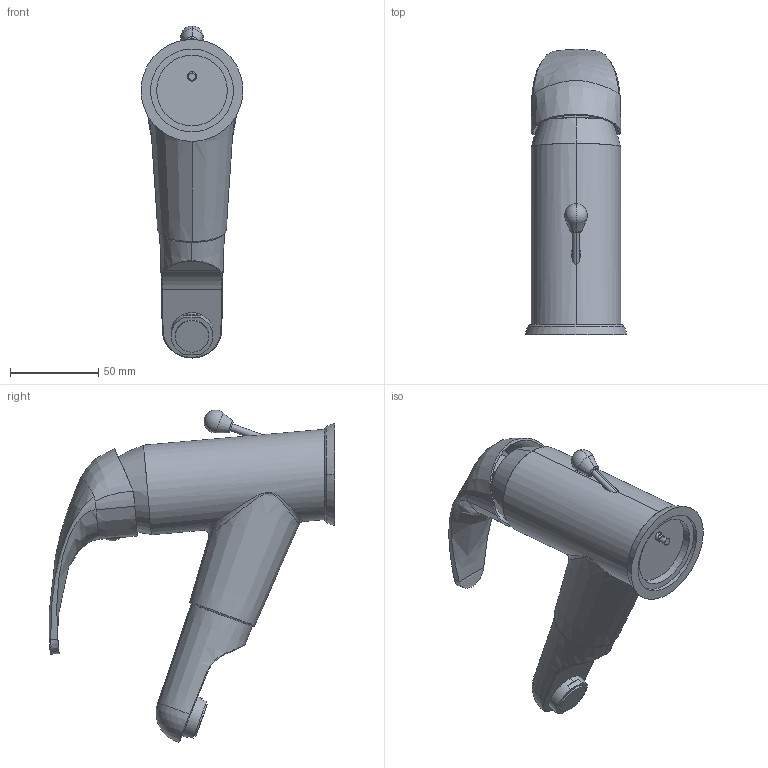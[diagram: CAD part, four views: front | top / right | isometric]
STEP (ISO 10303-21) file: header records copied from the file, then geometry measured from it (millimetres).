
FILE_DESCRIPTION((''),'2;1');
FILE_NAME('ND072CR','2021-05-13T11:17:18',('ut3'),('PAFFONI SpA'),'CREO PARAMETRIC BY PTC INC, 2020044','CREO PARAMETRIC BY PTC INC, 2020044','');
FILE_SCHEMA(('CONFIG_CONTROL_DESIGN','SHAPE_APPEARANCE_LAYERS_GROUPS'));
Length unit declared in the file: millimetre
Products named in the file (1): ND072CR
Bounding box: 57.8 x 161.92 x 188.2 mm (x, y, z)
Volume: 396663.8 mm3; surface area: 60223.8 mm2
Topology: 3 solids, 3 shells, 156 faces, 383 edges, 239 vertices
Faces by surface type: plane 61, cylinder 35, bspline 29, cone 18, torus 7, sphere 6
Entity records: 9289 total; most frequent: CARTESIAN_POINT 4545, ORIENTED_EDGE 746, DIRECTION 682, EDGE_CURVE 373, AXIS2_PLACEMENT_3D 268, VERTEX_POINT 239, FILL_AREA_STYLE_COLOUR 178, FILL_AREA_STYLE 178
